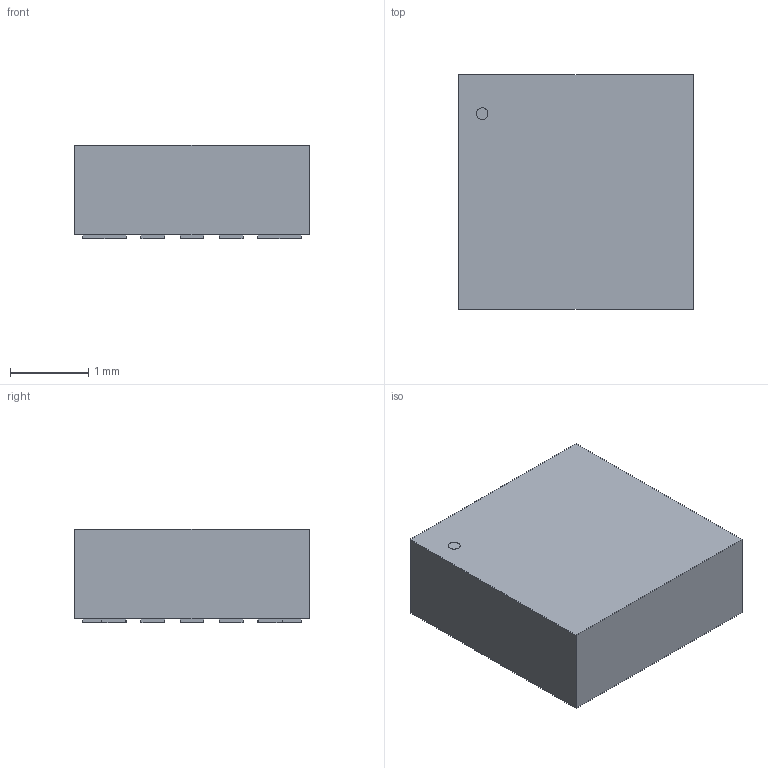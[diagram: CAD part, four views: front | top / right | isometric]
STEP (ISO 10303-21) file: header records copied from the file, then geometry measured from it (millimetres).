
FILE_DESCRIPTION(('STEP AP214'),'1');
FILE_NAME('QFN16_3X3_NXP-M','2020-11-22T21:25:33',(''),(''),'','','');
FILE_SCHEMA(('AUTOMOTIVE_DESIGN'));
Length unit declared in the file: millimetre
Products named in the file (1): product
Bounding box: 3 x 3 x 1.2 mm (x, y, z)
Volume: 10.4 mm3; surface area: 38.6 mm2
Topology: 18 solids, 18 shells, 105 faces, 207 edges, 138 vertices
Faces by surface type: plane 104, cylinder 1
Full cylindrical faces by diameter (mm): 0.15 x1
Entity records: 2560 total; most frequent: DIRECTION 422, ORIENTED_EDGE 412, CARTESIAN_POINT 247, EDGE_CURVE 206, LINE 204, VECTOR 204, VERTEX_POINT 138, AXIS2_PLACEMENT_3D 109
